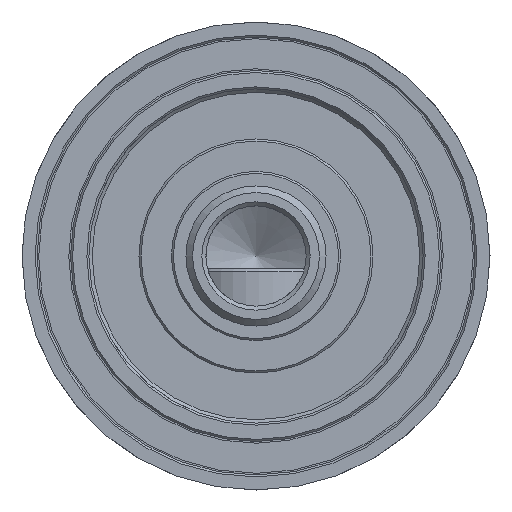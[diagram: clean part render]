
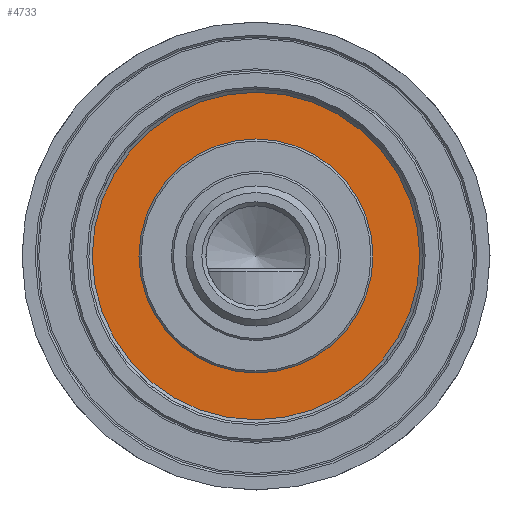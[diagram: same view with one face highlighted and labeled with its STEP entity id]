
A CAD part, left-side view. The second image highlights one B-rep face of the part: STEP entity #4733.
In plain terms, the highlighted face is planar.
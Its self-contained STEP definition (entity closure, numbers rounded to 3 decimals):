
#589=PLANE('',#5199);
#1052=ORIENTED_EDGE('',*,*,#2043,.T.);
#1053=ORIENTED_EDGE('',*,*,#2044,.T.);
#2043=EDGE_CURVE('',#2582,#2582,#2925,.F.);
#2044=EDGE_CURVE('',#2583,#2583,#2926,.T.);
#2582=VERTEX_POINT('',#7727);
#2583=VERTEX_POINT('',#7729);
#2925=CIRCLE('',#5200,13.15);
#2926=CIRCLE('',#5201,24.5);
#3334=EDGE_LOOP('',(#1052));
#3335=EDGE_LOOP('',(#1053));
#3741=FACE_BOUND('',#3334,.T.);
#3742=FACE_BOUND('',#3335,.T.);
#4733=ADVANCED_FACE('',(#3741,#3742),#589,.T.);
#5199=AXIS2_PLACEMENT_3D('',#7725,#6118,#6119);
#5200=AXIS2_PLACEMENT_3D('',#7726,#6120,#6121);
#5201=AXIS2_PLACEMENT_3D('',#7728,#6122,#6123);
#6118=DIRECTION('',(0.,-1.,0.));
#6119=DIRECTION('',(-1.,0.,0.));
#6120=DIRECTION('',(0.,-1.,0.));
#6121=DIRECTION('',(0.,0.,-1.));
#6122=DIRECTION('',(0.,-1.,0.));
#6123=DIRECTION('',(0.,0.,-1.));
#7725=CARTESIAN_POINT('',(0.,-1.9,0.));
#7726=CARTESIAN_POINT('',(0.,-1.9,0.));
#7727=CARTESIAN_POINT('',(0.,-1.9,-13.15));
#7728=CARTESIAN_POINT('',(0.,-1.9,0.));
#7729=CARTESIAN_POINT('',(0.,-1.9,-24.5));
